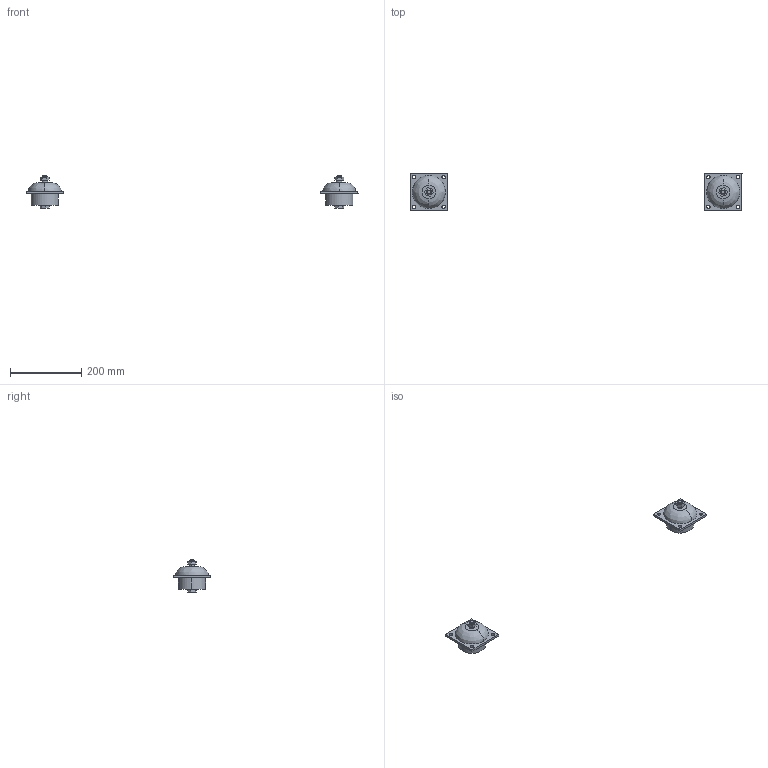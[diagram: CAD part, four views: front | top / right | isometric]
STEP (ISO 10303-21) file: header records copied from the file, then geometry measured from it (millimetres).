
FILE_DESCRIPTION (( 'STEP AP203' ), '1' );
FILE_NAME ('RearFrame_Secondary.STEP', '2023-07-27T05:57:01', ( '' ), ( '' ), 'SwSTEP 2.0', 'SolidWorks 2021', '' );
FILE_SCHEMA (( 'CONFIG_CONTROL_DESIGN' ));
Length unit declared in the file: centimetre
Products named in the file (6): RearFrame_Secondary; Part 2; Part 6; Part 7; Cab _1_; Part 1
Assembly tree (5 placements, depth 3):
  RearFrame_Secondary
    Cab _1_
      Part 6
      Part 2
      Part 1
      Part 7
Bounding box: 931.15 x 105.72 x 90.97 mm (x, y, z)
Volume: 711866 mm3; surface area: 92408.9 mm2
Topology: 4 solids, 4 shells, 90 faces, 212 edges, 140 vertices
Faces by surface type: plane 50, cylinder 32, bspline 4, cone 4
Entity records: 3300 total; most frequent: CARTESIAN_POINT 503, DIRECTION 474, ORIENTED_EDGE 424, EDGE_CURVE 212, AXIS2_PLACEMENT_3D 171, VERTEX_POINT 140, LINE 132, VECTOR 132
